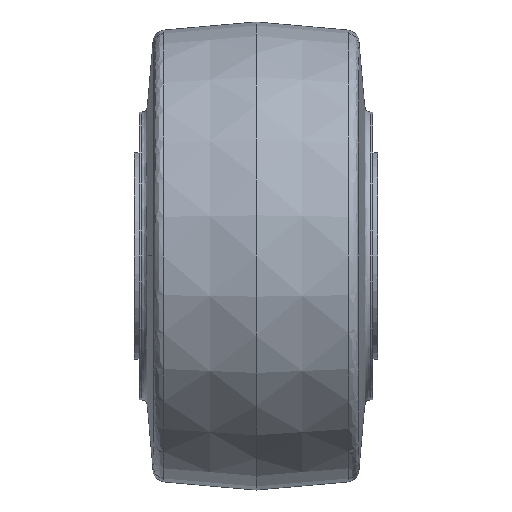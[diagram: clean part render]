
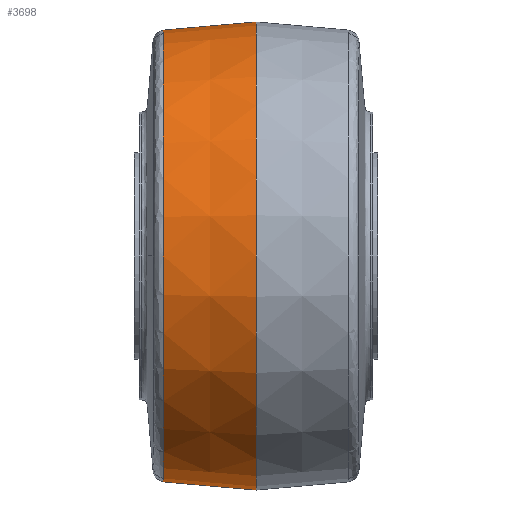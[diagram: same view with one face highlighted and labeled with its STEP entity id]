
A CAD part, front view. The second image highlights one B-rep face of the part: STEP entity #3698.
In plain terms, the highlighted conical face has half-angle 5 degrees and reference radius 31.75 mm.
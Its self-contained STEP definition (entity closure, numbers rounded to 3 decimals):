
#1 = DIRECTION ( 'NONE',  ( 1., 0., 0. ) ) ;
#405 = AXIS2_PLACEMENT_3D ( 'NONE', #1475, #1, #12476 ) ;
#628 = LINE ( 'NONE', #11642, #8486 ) ;
#857 = VERTEX_POINT ( 'NONE', #16457 ) ;
#1099 = EDGE_CURVE ( 'NONE', #4956, #3190, #12220, .T. ) ;
#1254 = CARTESIAN_POINT ( 'NONE',  ( -12.569, 0., 0. ) ) ;
#1475 = CARTESIAN_POINT ( 'NONE',  ( 0., 0., 0. ) ) ;
#1637 = VECTOR ( 'NONE', #5260, 1000. ) ;
#1986 = DIRECTION ( 'NONE',  ( 0.996, 0., -0.087 ) ) ;
#2708 = DIRECTION ( 'NONE',  ( 0., 0., -1. ) ) ;
#2860 = CIRCLE ( 'NONE', #5112, 31.75 ) ;
#3190 = VERTEX_POINT ( 'NONE', #10760 ) ;
#3698 = ADVANCED_FACE ( 'NONE', ( #17516 ), #6193, .T. ) ;
#3887 = CARTESIAN_POINT ( 'NONE',  ( 0., 0., 31.75 ) ) ;
#4237 = DIRECTION ( 'NONE',  ( -1., 0., 0. ) ) ;
#4956 = VERTEX_POINT ( 'NONE', #5063 ) ;
#5063 = CARTESIAN_POINT ( 'NONE',  ( -12.569, 0., 30.65 ) ) ;
#5112 = AXIS2_PLACEMENT_3D ( 'NONE', #12452, #4237, #13825 ) ;
#5260 = DIRECTION ( 'NONE',  ( 0.996, 0., 0.087 ) ) ;
#6193 = CONICAL_SURFACE ( 'NONE', #405, 31.75, 0.087 ) ;
#6927 = CIRCLE ( 'NONE', #14028, 30.65 ) ;
#7714 = EDGE_CURVE ( 'NONE', #857, #3190, #2860, .T. ) ;
#7928 = ORIENTED_EDGE ( 'NONE', *, *, #10417, .T. ) ;
#8486 = VECTOR ( 'NONE', #1986, 1000. ) ;
#10417 = EDGE_CURVE ( 'NONE', #4956, #14177, #6927, .T. ) ;
#10760 = CARTESIAN_POINT ( 'NONE',  ( 0., 0., 31.75 ) ) ;
#10965 = DIRECTION ( 'NONE',  ( 1., 0., 0. ) ) ;
#11642 = CARTESIAN_POINT ( 'NONE',  ( 0., 0., -31.75 ) ) ;
#11652 = EDGE_CURVE ( 'NONE', #14177, #857, #628, .T. ) ;
#12172 = CARTESIAN_POINT ( 'NONE',  ( -12.569, 0., -30.65 ) ) ;
#12220 = LINE ( 'NONE', #3887, #1637 ) ;
#12452 = CARTESIAN_POINT ( 'NONE',  ( 0., 0., 0. ) ) ;
#12476 = DIRECTION ( 'NONE',  ( 0., 0., -1. ) ) ;
#13825 = DIRECTION ( 'NONE',  ( 0., 0., -1. ) ) ;
#14028 = AXIS2_PLACEMENT_3D ( 'NONE', #1254, #10965, #2708 ) ;
#14177 = VERTEX_POINT ( 'NONE', #12172 ) ;
#14327 = ORIENTED_EDGE ( 'NONE', *, *, #11652, .T. ) ;
#14822 = ORIENTED_EDGE ( 'NONE', *, *, #7714, .T. ) ;
#15460 = EDGE_LOOP ( 'NONE', ( #16310, #7928, #14327, #14822 ) ) ;
#16310 = ORIENTED_EDGE ( 'NONE', *, *, #1099, .F. ) ;
#16457 = CARTESIAN_POINT ( 'NONE',  ( 0., 0., -31.75 ) ) ;
#17516 = FACE_OUTER_BOUND ( 'NONE', #15460, .T. ) ;
